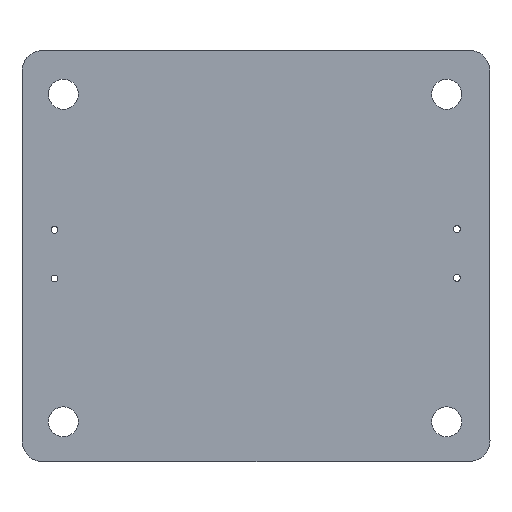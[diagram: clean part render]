
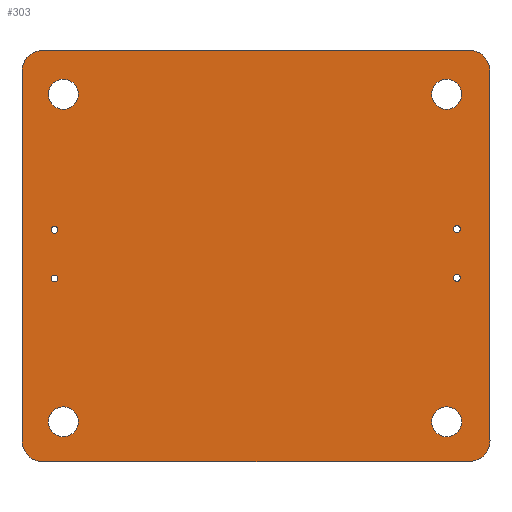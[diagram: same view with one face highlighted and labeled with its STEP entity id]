
A CAD part, top view. The second image highlights one B-rep face of the part: STEP entity #303.
In plain terms, the highlighted planar face has unit normal (0, 0, 1).
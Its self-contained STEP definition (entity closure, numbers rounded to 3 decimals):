
#42 = VERTEX_POINT('',#43);
#43 = CARTESIAN_POINT('',(30.585,29.511,1.6));
#49 = EDGE_CURVE('',#42,#50,#52,.T.);
#50 = VERTEX_POINT('',#51);
#51 = CARTESIAN_POINT('',(33.582,26.68,1.6));
#52 = CIRCLE('',#53,2.998);
#53 = AXIS2_PLACEMENT_3D('',#54,#55,#56);
#54 = CARTESIAN_POINT('',(30.589,26.514,1.6));
#55 = DIRECTION('',(0.,0.,-1.));
#56 = DIRECTION('',(-0.001,1.,0.));
#84 = VERTEX_POINT('',#85);
#85 = CARTESIAN_POINT('',(-30.585,29.489,1.6));
#91 = EDGE_CURVE('',#84,#42,#92,.T.);
#92 = LINE('',#93,#94);
#93 = CARTESIAN_POINT('',(-30.585,29.489,1.6));
#94 = VECTOR('',#95,1.);
#95 = DIRECTION('',(1.,0.,0.));
#113 = EDGE_CURVE('',#50,#114,#116,.T.);
#114 = VERTEX_POINT('',#115);
#115 = CARTESIAN_POINT('',(33.585,26.511,1.6));
#116 = LINE('',#117,#118);
#117 = CARTESIAN_POINT('',(33.582,26.68,1.6));
#118 = VECTOR('',#119,1.);
#119 = DIRECTION('',(0.013,-1.,0.));
#303 = ADVANCED_FACE('',(#304,#374,#385,#396,#407,#418,#429,#440,#451),
  #462,.T.);
#304 = FACE_BOUND('',#305,.T.);
#305 = EDGE_LOOP('',(#306,#307,#308,#317,#325,#333,#342,#350,#358,#367,
    #373));
#306 = ORIENTED_EDGE('',*,*,#49,.F.);
#307 = ORIENTED_EDGE('',*,*,#91,.F.);
#308 = ORIENTED_EDGE('',*,*,#309,.F.);
#309 = EDGE_CURVE('',#310,#84,#312,.T.);
#310 = VERTEX_POINT('',#311);
#311 = CARTESIAN_POINT('',(-33.585,26.489,1.6));
#312 = CIRCLE('',#313,3.);
#313 = AXIS2_PLACEMENT_3D('',#314,#315,#316);
#314 = CARTESIAN_POINT('',(-30.585,26.489,1.6));
#315 = DIRECTION('',(0.,0.,-1.));
#316 = DIRECTION('',(-1.,0.,-0.));
#317 = ORIENTED_EDGE('',*,*,#318,.F.);
#318 = EDGE_CURVE('',#319,#310,#321,.T.);
#319 = VERTEX_POINT('',#320);
#320 = CARTESIAN_POINT('',(-33.585,-26.511,1.6));
#321 = LINE('',#322,#323);
#322 = CARTESIAN_POINT('',(-33.585,-26.511,1.6));
#323 = VECTOR('',#324,1.);
#324 = DIRECTION('',(0.,1.,0.));
#325 = ORIENTED_EDGE('',*,*,#326,.F.);
#326 = EDGE_CURVE('',#327,#319,#329,.T.);
#327 = VERTEX_POINT('',#328);
#328 = CARTESIAN_POINT('',(-33.582,-26.68,1.6));
#329 = LINE('',#330,#331);
#330 = CARTESIAN_POINT('',(-33.582,-26.68,1.6));
#331 = VECTOR('',#332,1.);
#332 = DIRECTION('',(-0.014,1.,0.));
#333 = ORIENTED_EDGE('',*,*,#334,.F.);
#334 = EDGE_CURVE('',#335,#327,#337,.T.);
#335 = VERTEX_POINT('',#336);
#336 = CARTESIAN_POINT('',(-30.585,-29.511,1.6));
#337 = CIRCLE('',#338,2.998);
#338 = AXIS2_PLACEMENT_3D('',#339,#340,#341);
#339 = CARTESIAN_POINT('',(-30.589,-26.513,1.6));
#340 = DIRECTION('',(0.,0.,-1.));
#341 = DIRECTION('',(0.001,-1.,0.));
#342 = ORIENTED_EDGE('',*,*,#343,.F.);
#343 = EDGE_CURVE('',#344,#335,#346,.T.);
#344 = VERTEX_POINT('',#345);
#345 = CARTESIAN_POINT('',(30.585,-29.489,1.6));
#346 = LINE('',#347,#348);
#347 = CARTESIAN_POINT('',(30.585,-29.489,1.6));
#348 = VECTOR('',#349,1.);
#349 = DIRECTION('',(-1.,0.,0.));
#350 = ORIENTED_EDGE('',*,*,#351,.F.);
#351 = EDGE_CURVE('',#352,#344,#354,.T.);
#352 = VERTEX_POINT('',#353);
#353 = CARTESIAN_POINT('',(30.753,-29.486,1.6));
#354 = LINE('',#355,#356);
#355 = CARTESIAN_POINT('',(30.753,-29.486,1.6));
#356 = VECTOR('',#357,1.);
#357 = DIRECTION('',(-1.,-0.014,0.));
#358 = ORIENTED_EDGE('',*,*,#359,.F.);
#359 = EDGE_CURVE('',#360,#352,#362,.T.);
#360 = VERTEX_POINT('',#361);
#361 = CARTESIAN_POINT('',(33.585,-26.489,1.6));
#362 = CIRCLE('',#363,2.998);
#363 = AXIS2_PLACEMENT_3D('',#364,#365,#366);
#364 = CARTESIAN_POINT('',(30.587,-26.493,1.6));
#365 = DIRECTION('',(0.,0.,-1.));
#366 = DIRECTION('',(1.,0.001,0.));
#367 = ORIENTED_EDGE('',*,*,#368,.F.);
#368 = EDGE_CURVE('',#114,#360,#369,.T.);
#369 = LINE('',#370,#371);
#370 = CARTESIAN_POINT('',(33.585,26.511,1.6));
#371 = VECTOR('',#372,1.);
#372 = DIRECTION('',(0.,-1.,0.));
#373 = ORIENTED_EDGE('',*,*,#113,.F.);
#374 = FACE_BOUND('',#375,.T.);
#375 = EDGE_LOOP('',(#376));
#376 = ORIENTED_EDGE('',*,*,#377,.T.);
#377 = EDGE_CURVE('',#378,#378,#380,.T.);
#378 = VERTEX_POINT('',#379);
#379 = CARTESIAN_POINT('',(-27.645,-25.941,1.6));
#380 = CIRCLE('',#381,2.15);
#381 = AXIS2_PLACEMENT_3D('',#382,#383,#384);
#382 = CARTESIAN_POINT('',(-27.645,-23.791,1.6));
#383 = DIRECTION('',(-0.,0.,-1.));
#384 = DIRECTION('',(-0.,-1.,0.));
#385 = FACE_BOUND('',#386,.T.);
#386 = EDGE_LOOP('',(#387));
#387 = ORIENTED_EDGE('',*,*,#388,.T.);
#388 = EDGE_CURVE('',#389,#389,#391,.T.);
#389 = VERTEX_POINT('',#390);
#390 = CARTESIAN_POINT('',(-28.922,-3.732,1.6));
#391 = CIRCLE('',#392,0.5);
#392 = AXIS2_PLACEMENT_3D('',#393,#394,#395);
#393 = CARTESIAN_POINT('',(-28.922,-3.232,1.6));
#394 = DIRECTION('',(-0.,0.,-1.));
#395 = DIRECTION('',(-0.,-1.,0.));
#396 = FACE_BOUND('',#397,.T.);
#397 = EDGE_LOOP('',(#398));
#398 = ORIENTED_EDGE('',*,*,#399,.T.);
#399 = EDGE_CURVE('',#400,#400,#402,.T.);
#400 = VERTEX_POINT('',#401);
#401 = CARTESIAN_POINT('',(27.355,-25.941,1.6));
#402 = CIRCLE('',#403,2.15);
#403 = AXIS2_PLACEMENT_3D('',#404,#405,#406);
#404 = CARTESIAN_POINT('',(27.355,-23.791,1.6));
#405 = DIRECTION('',(-0.,0.,-1.));
#406 = DIRECTION('',(-0.,-1.,0.));
#407 = FACE_BOUND('',#408,.T.);
#408 = EDGE_LOOP('',(#409));
#409 = ORIENTED_EDGE('',*,*,#410,.T.);
#410 = EDGE_CURVE('',#411,#411,#413,.T.);
#411 = VERTEX_POINT('',#412);
#412 = CARTESIAN_POINT('',(28.84,-3.629,1.6));
#413 = CIRCLE('',#414,0.5);
#414 = AXIS2_PLACEMENT_3D('',#415,#416,#417);
#415 = CARTESIAN_POINT('',(28.84,-3.129,1.6));
#416 = DIRECTION('',(-0.,0.,-1.));
#417 = DIRECTION('',(-0.,-1.,0.));
#418 = FACE_BOUND('',#419,.T.);
#419 = EDGE_LOOP('',(#420));
#420 = ORIENTED_EDGE('',*,*,#421,.T.);
#421 = EDGE_CURVE('',#422,#422,#424,.T.);
#422 = VERTEX_POINT('',#423);
#423 = CARTESIAN_POINT('',(-28.922,3.268,1.6));
#424 = CIRCLE('',#425,0.5);
#425 = AXIS2_PLACEMENT_3D('',#426,#427,#428);
#426 = CARTESIAN_POINT('',(-28.922,3.768,1.6));
#427 = DIRECTION('',(-0.,0.,-1.));
#428 = DIRECTION('',(-0.,-1.,0.));
#429 = FACE_BOUND('',#430,.T.);
#430 = EDGE_LOOP('',(#431));
#431 = ORIENTED_EDGE('',*,*,#432,.T.);
#432 = EDGE_CURVE('',#433,#433,#435,.T.);
#433 = VERTEX_POINT('',#434);
#434 = CARTESIAN_POINT('',(-27.645,21.059,1.6));
#435 = CIRCLE('',#436,2.15);
#436 = AXIS2_PLACEMENT_3D('',#437,#438,#439);
#437 = CARTESIAN_POINT('',(-27.645,23.209,1.6));
#438 = DIRECTION('',(-0.,0.,-1.));
#439 = DIRECTION('',(-0.,-1.,0.));
#440 = FACE_BOUND('',#441,.T.);
#441 = EDGE_LOOP('',(#442));
#442 = ORIENTED_EDGE('',*,*,#443,.T.);
#443 = EDGE_CURVE('',#444,#444,#446,.T.);
#444 = VERTEX_POINT('',#445);
#445 = CARTESIAN_POINT('',(28.84,3.371,1.6));
#446 = CIRCLE('',#447,0.5);
#447 = AXIS2_PLACEMENT_3D('',#448,#449,#450);
#448 = CARTESIAN_POINT('',(28.84,3.871,1.6));
#449 = DIRECTION('',(-0.,0.,-1.));
#450 = DIRECTION('',(-0.,-1.,0.));
#451 = FACE_BOUND('',#452,.T.);
#452 = EDGE_LOOP('',(#453));
#453 = ORIENTED_EDGE('',*,*,#454,.T.);
#454 = EDGE_CURVE('',#455,#455,#457,.T.);
#455 = VERTEX_POINT('',#456);
#456 = CARTESIAN_POINT('',(27.355,21.059,1.6));
#457 = CIRCLE('',#458,2.15);
#458 = AXIS2_PLACEMENT_3D('',#459,#460,#461);
#459 = CARTESIAN_POINT('',(27.355,23.209,1.6));
#460 = DIRECTION('',(-0.,0.,-1.));
#461 = DIRECTION('',(-0.,-1.,0.));
#462 = PLANE('',#463);
#463 = AXIS2_PLACEMENT_3D('',#464,#465,#466);
#464 = CARTESIAN_POINT('',(0.,0.,1.6));
#465 = DIRECTION('',(0.,0.,1.));
#466 = DIRECTION('',(1.,0.,-0.));
